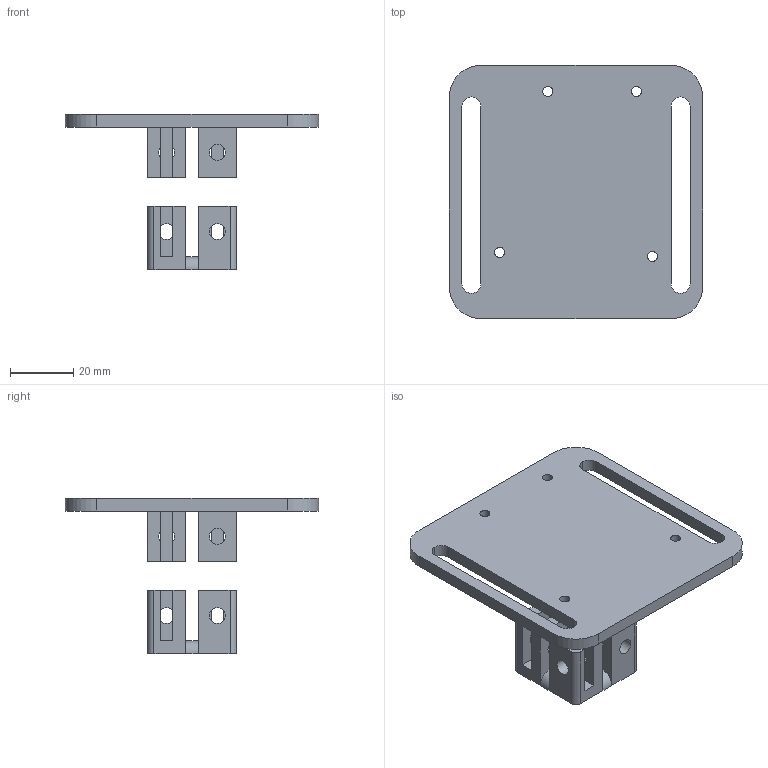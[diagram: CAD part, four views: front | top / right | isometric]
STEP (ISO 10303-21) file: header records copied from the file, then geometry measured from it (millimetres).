
FILE_DESCRIPTION(/* description */ (''),/* implementation_level */ '2;1');
FILE_NAME(/* name */ 'Arduino mount v4.step',/* time_stamp */ '2023-10-05T19:06:46+08:00',/* author */ (''),/* organization */ (''),/* preprocessor_version */ 'ST-DEVELOPER v20',/* originating_system */ 'Autodesk Translation Framework v12.14.0.127',/* authorisation */ '');
FILE_SCHEMA (('AUTOMOTIVE_DESIGN { 1 0 10303 214 3 1 1 }'));
Length unit declared in the file: millimetre
Products named in the file (1): Arduino mount
Bounding box: 80 x 80 x 49 mm (x, y, z)
Volume: 33501.7 mm3; surface area: 21892.8 mm2
Topology: 2 solids, 2 shells, 104 faces, 276 edges, 180 vertices
Faces by surface type: plane 68, cylinder 36
Full cylindrical faces by diameter (mm): 3.175 x4, 5 x12
Entity records: 3320 total; most frequent: CARTESIAN_POINT 561, DIRECTION 558, ORIENTED_EDGE 552, EDGE_CURVE 276, LINE 204, VECTOR 204, VERTEX_POINT 180, AXIS2_PLACEMENT_3D 177
